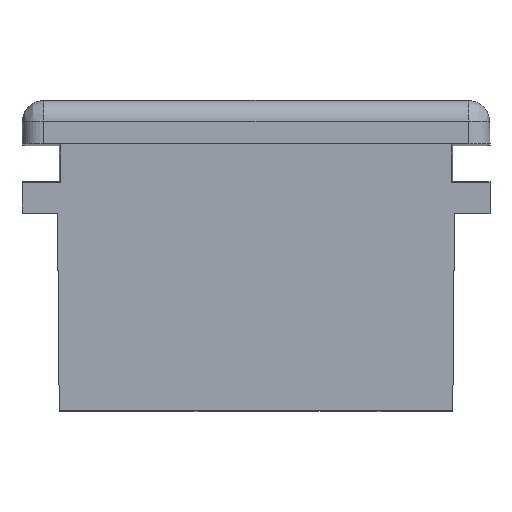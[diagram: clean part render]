
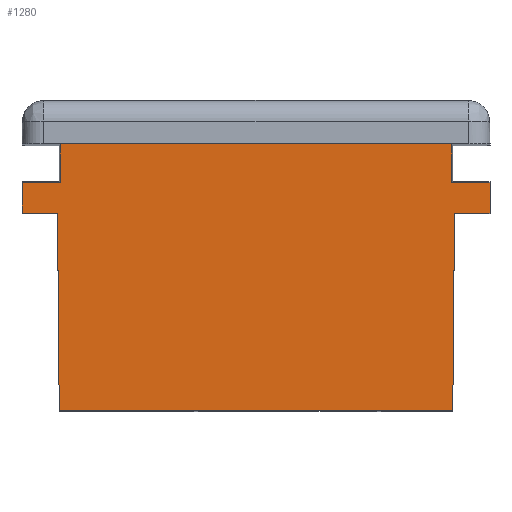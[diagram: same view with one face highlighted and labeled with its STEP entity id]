
A CAD part, top view. The second image highlights one B-rep face of the part: STEP entity #1280.
In plain terms, the highlighted planar face has unit normal (0, -0.009, 1).
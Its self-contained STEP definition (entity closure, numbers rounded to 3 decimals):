
#1280 = ADVANCED_FACE('',(#1281),#1379,.T.);
#1281 = FACE_BOUND('',#1282,.T.);
#1282 = EDGE_LOOP('',(#1283,#1293,#1301,#1309,#1317,#1325,#1333,#1341,
    #1349,#1357,#1365,#1373));
#1283 = ORIENTED_EDGE('',*,*,#1284,.T.);
#1284 = EDGE_CURVE('',#1285,#1287,#1289,.T.);
#1285 = VERTEX_POINT('',#1286);
#1286 = CARTESIAN_POINT('',(-9.25,-7.3,13.726));
#1287 = VERTEX_POINT('',#1288);
#1288 = CARTESIAN_POINT('',(9.25,-7.3,13.726));
#1289 = LINE('',#1290,#1291);
#1290 = CARTESIAN_POINT('',(0.,-7.3,
    13.726));
#1291 = VECTOR('',#1292,1.);
#1292 = DIRECTION('',(1.,0.,0.));
#1293 = ORIENTED_EDGE('',*,*,#1294,.T.);
#1294 = EDGE_CURVE('',#1287,#1295,#1297,.T.);
#1295 = VERTEX_POINT('',#1296);
#1296 = CARTESIAN_POINT('',(9.331,2.,
    13.807));
#1297 = LINE('',#1298,#1299);
#1298 = CARTESIAN_POINT('',(9.25,-7.3,13.726));
#1299 = VECTOR('',#1300,1.);
#1300 = DIRECTION('',(0.009,1.,
    0.009));
#1301 = ORIENTED_EDGE('',*,*,#1302,.F.);
#1302 = EDGE_CURVE('',#1303,#1295,#1305,.T.);
#1303 = VERTEX_POINT('',#1304);
#1304 = CARTESIAN_POINT('',(11.,2.,13.807));
#1305 = LINE('',#1306,#1307);
#1306 = CARTESIAN_POINT('',(11.,2.,13.807));
#1307 = VECTOR('',#1308,1.);
#1308 = DIRECTION('',(-1.,0.,0.));
#1309 = ORIENTED_EDGE('',*,*,#1310,.F.);
#1310 = EDGE_CURVE('',#1311,#1303,#1313,.T.);
#1311 = VERTEX_POINT('',#1312);
#1312 = CARTESIAN_POINT('',(11.,3.441,13.82));
#1313 = LINE('',#1314,#1315);
#1314 = CARTESIAN_POINT('',(11.,3.441,13.82));
#1315 = VECTOR('',#1316,1.);
#1316 = DIRECTION('',(0.,-1.,
    -0.009));
#1317 = ORIENTED_EDGE('',*,*,#1318,.T.);
#1318 = EDGE_CURVE('',#1311,#1319,#1321,.T.);
#1319 = VERTEX_POINT('',#1320);
#1320 = CARTESIAN_POINT('',(9.191,3.441,
    13.82));
#1321 = LINE('',#1322,#1323);
#1322 = CARTESIAN_POINT('',(0.,3.441,
    13.82));
#1323 = VECTOR('',#1324,1.);
#1324 = DIRECTION('',(-1.,0.,0.));
#1325 = ORIENTED_EDGE('',*,*,#1326,.T.);
#1326 = EDGE_CURVE('',#1319,#1327,#1329,.T.);
#1327 = VERTEX_POINT('',#1328);
#1328 = CARTESIAN_POINT('',(9.191,5.259,
    13.836));
#1329 = LINE('',#1330,#1331);
#1330 = CARTESIAN_POINT('',(9.191,3.441,
    13.82));
#1331 = VECTOR('',#1332,1.);
#1332 = DIRECTION('',(0.,1.,
    0.009));
#1333 = ORIENTED_EDGE('',*,*,#1334,.T.);
#1334 = EDGE_CURVE('',#1327,#1335,#1337,.T.);
#1335 = VERTEX_POINT('',#1336);
#1336 = CARTESIAN_POINT('',(-9.191,5.259,
    13.836));
#1337 = LINE('',#1338,#1339);
#1338 = CARTESIAN_POINT('',(0.,5.259,
    13.836));
#1339 = VECTOR('',#1340,1.);
#1340 = DIRECTION('',(-1.,0.,0.));
#1341 = ORIENTED_EDGE('',*,*,#1342,.T.);
#1342 = EDGE_CURVE('',#1335,#1343,#1345,.T.);
#1343 = VERTEX_POINT('',#1344);
#1344 = CARTESIAN_POINT('',(-9.191,3.441,
    13.82));
#1345 = LINE('',#1346,#1347);
#1346 = CARTESIAN_POINT('',(-9.191,5.259,
    13.836));
#1347 = VECTOR('',#1348,1.);
#1348 = DIRECTION('',(0.,-1.,
    -0.009));
#1349 = ORIENTED_EDGE('',*,*,#1350,.T.);
#1350 = EDGE_CURVE('',#1343,#1351,#1353,.T.);
#1351 = VERTEX_POINT('',#1352);
#1352 = CARTESIAN_POINT('',(-11.,3.441,13.82));
#1353 = LINE('',#1354,#1355);
#1354 = CARTESIAN_POINT('',(0.,3.441,
    13.82));
#1355 = VECTOR('',#1356,1.);
#1356 = DIRECTION('',(-1.,0.,0.));
#1357 = ORIENTED_EDGE('',*,*,#1358,.F.);
#1358 = EDGE_CURVE('',#1359,#1351,#1361,.T.);
#1359 = VERTEX_POINT('',#1360);
#1360 = CARTESIAN_POINT('',(-11.,2.,13.807));
#1361 = LINE('',#1362,#1363);
#1362 = CARTESIAN_POINT('',(-11.,2.,13.807));
#1363 = VECTOR('',#1364,1.);
#1364 = DIRECTION('',(0.,1.,
    0.009));
#1365 = ORIENTED_EDGE('',*,*,#1366,.F.);
#1366 = EDGE_CURVE('',#1367,#1359,#1369,.T.);
#1367 = VERTEX_POINT('',#1368);
#1368 = CARTESIAN_POINT('',(-9.331,2.,
    13.807));
#1369 = LINE('',#1370,#1371);
#1370 = CARTESIAN_POINT('',(-11.,2.,13.807));
#1371 = VECTOR('',#1372,1.);
#1372 = DIRECTION('',(-1.,0.,0.));
#1373 = ORIENTED_EDGE('',*,*,#1374,.T.);
#1374 = EDGE_CURVE('',#1367,#1285,#1375,.T.);
#1375 = LINE('',#1376,#1377);
#1376 = CARTESIAN_POINT('',(-9.331,2.,
    13.807));
#1377 = VECTOR('',#1378,1.);
#1378 = DIRECTION('',(0.009,-1.,
    -0.009));
#1379 = PLANE('',#1380);
#1380 = AXIS2_PLACEMENT_3D('',#1381,#1382,#1383);
#1381 = CARTESIAN_POINT('',(0.,-7.3,
    13.726));
#1382 = DIRECTION('',(0.,-0.009,
    1.));
#1383 = DIRECTION('',(0.,1.,
    0.009));
